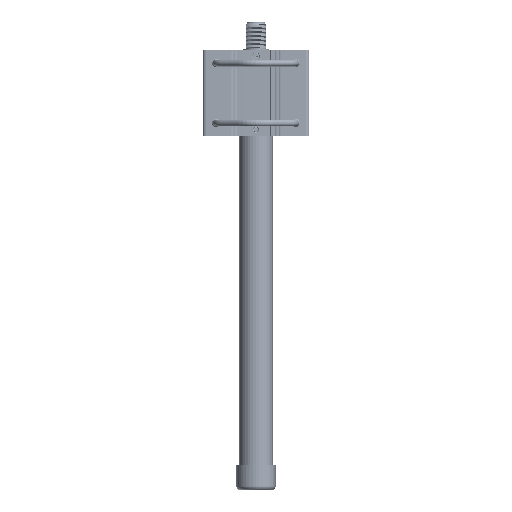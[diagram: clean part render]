
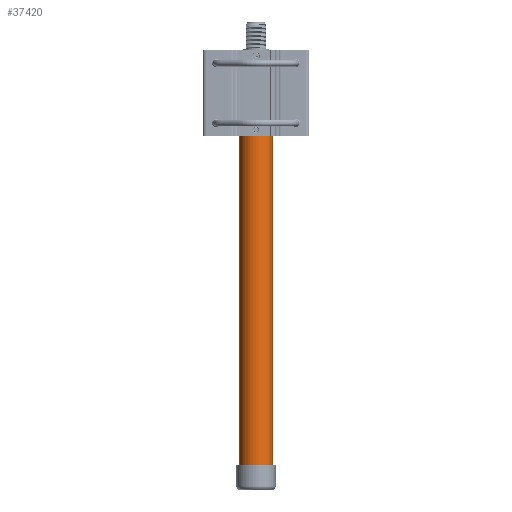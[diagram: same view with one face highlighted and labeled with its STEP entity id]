
A CAD part, front view. The second image highlights one B-rep face of the part: STEP entity #37420.
In plain terms, the highlighted cylindrical face has radius 12.5 mm (diameter 25 mm), a partial arc.
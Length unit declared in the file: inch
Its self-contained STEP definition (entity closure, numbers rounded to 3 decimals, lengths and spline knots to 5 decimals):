
#2061 = ORIENTED_EDGE ( 'NONE', *, *, #109300, .T. ) ;
#2126 = EDGE_CURVE ( 'NONE', #35087, #87670, #56110, .T. ) ;
#4498 = CIRCLE ( 'NONE', #35328, 0.49213 ) ;
#12472 = CARTESIAN_POINT ( 'NONE',  ( 0.49213, 0., 0. ) ) ;
#17284 = ORIENTED_EDGE ( 'NONE', *, *, #2126, .F. ) ;
#17306 = AXIS2_PLACEMENT_3D ( 'NONE', #85113, #109448, #111124 ) ;
#22574 = EDGE_LOOP ( 'NONE', ( #2061, #33993, #17284, #38246 ) ) ;
#22757 = VECTOR ( 'NONE', #38954, 39.37008 ) ;
#23956 = VERTEX_POINT ( 'NONE', #50475 ) ;
#24566 = DIRECTION ( 'NONE',  ( 0., 1., 0. ) ) ;
#26237 = DIRECTION ( 'NONE',  ( 1., 0., 0. ) ) ;
#31454 = CARTESIAN_POINT ( 'NONE',  ( 0.49213, 12.59843, 0. ) ) ;
#33993 = ORIENTED_EDGE ( 'NONE', *, *, #40119, .F. ) ;
#35087 = VERTEX_POINT ( 'NONE', #69645 ) ;
#35328 = AXIS2_PLACEMENT_3D ( 'NONE', #40349, #90826, #73828 ) ;
#37420 = ADVANCED_FACE ( 'NONE', ( #100988 ), #74913, .T. ) ;
#38246 = ORIENTED_EDGE ( 'NONE', *, *, #82913, .T. ) ;
#38954 = DIRECTION ( 'NONE',  ( 0., 1., 0. ) ) ;
#40119 = EDGE_CURVE ( 'NONE', #87670, #106491, #59516, .T. ) ;
#40349 = CARTESIAN_POINT ( 'NONE',  ( 0., 0., 0. ) ) ;
#50475 = CARTESIAN_POINT ( 'NONE',  ( -0.49213, 0., 0. ) ) ;
#50640 = CARTESIAN_POINT ( 'NONE',  ( 0., 12.59843, 0. ) ) ;
#56110 = LINE ( 'NONE', #12472, #69830 ) ;
#59516 = CIRCLE ( 'NONE', #101359, 0.49213 ) ;
#65018 = CARTESIAN_POINT ( 'NONE',  ( -0.49213, 0., 0. ) ) ;
#69645 = CARTESIAN_POINT ( 'NONE',  ( 0.49213, 0., 0. ) ) ;
#69830 = VECTOR ( 'NONE', #90699, 39.37008 ) ;
#73828 = DIRECTION ( 'NONE',  ( 1., 0., 0. ) ) ;
#74913 = CYLINDRICAL_SURFACE ( 'NONE', #17306, 0.49213 ) ;
#82913 = EDGE_CURVE ( 'NONE', #35087, #23956, #4498, .T. ) ;
#83727 = LINE ( 'NONE', #65018, #22757 ) ;
#85113 = CARTESIAN_POINT ( 'NONE',  ( 0., 0., 0. ) ) ;
#87670 = VERTEX_POINT ( 'NONE', #31454 ) ;
#88308 = CARTESIAN_POINT ( 'NONE',  ( -0.49213, 12.59843, 0. ) ) ;
#90699 = DIRECTION ( 'NONE',  ( 0., 1., 0. ) ) ;
#90826 = DIRECTION ( 'NONE',  ( 0., 1., 0. ) ) ;
#100988 = FACE_OUTER_BOUND ( 'NONE', #22574, .T. ) ;
#101359 = AXIS2_PLACEMENT_3D ( 'NONE', #50640, #24566, #26237 ) ;
#106491 = VERTEX_POINT ( 'NONE', #88308 ) ;
#109300 = EDGE_CURVE ( 'NONE', #23956, #106491, #83727, .T. ) ;
#109448 = DIRECTION ( 'NONE',  ( 0., 1., 0. ) ) ;
#111124 = DIRECTION ( 'NONE',  ( 1., 0., 0. ) ) ;
